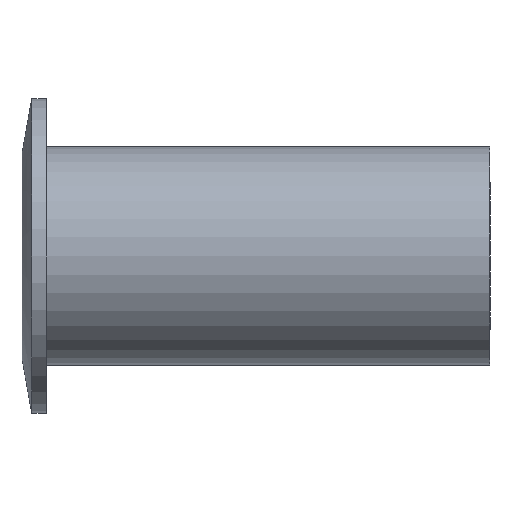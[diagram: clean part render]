
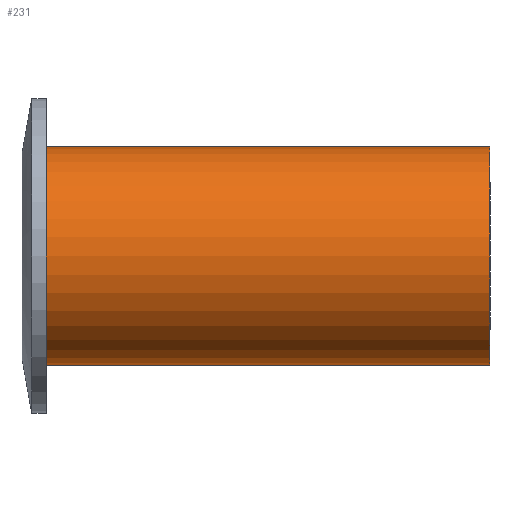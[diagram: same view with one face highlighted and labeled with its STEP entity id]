
A CAD part, left-side view. The second image highlights one B-rep face of the part: STEP entity #231.
In plain terms, the highlighted cylindrical face has radius 3.747 mm (diameter 7.493 mm), a partial arc.
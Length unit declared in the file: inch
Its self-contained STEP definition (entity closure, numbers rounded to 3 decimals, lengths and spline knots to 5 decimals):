
#12 = CARTESIAN_POINT ( 'NONE',  ( 0., -0.633, 0.1475 ) ) ;
#30 = ORIENTED_EDGE ( 'NONE', *, *, #408, .T. ) ;
#42 = AXIS2_PLACEMENT_3D ( 'NONE', #397, #130, #275 ) ;
#44 = DIRECTION ( 'NONE',  ( 0., 0., -1. ) ) ;
#50 = EDGE_CURVE ( 'NONE', #433, #208, #148, .T. ) ;
#79 = DIRECTION ( 'NONE',  ( 0., 0., -1. ) ) ;
#83 = CIRCLE ( 'NONE', #290, 0.1475 ) ;
#87 = VERTEX_POINT ( 'NONE', #250 ) ;
#108 = CARTESIAN_POINT ( 'NONE',  ( 0., -0.633, 0. ) ) ;
#130 = DIRECTION ( 'NONE',  ( 0., -1., 0. ) ) ;
#148 = LINE ( 'NONE', #12, #359 ) ;
#177 = EDGE_CURVE ( 'NONE', #208, #242, #83, .T. ) ;
#184 = DIRECTION ( 'NONE',  ( 0., -1., 0. ) ) ;
#188 = CARTESIAN_POINT ( 'NONE',  ( 0., -0.633, 0.1475 ) ) ;
#208 = VERTEX_POINT ( 'NONE', #188 ) ;
#211 = DIRECTION ( 'NONE',  ( 0., -1., 0. ) ) ;
#227 = CARTESIAN_POINT ( 'NONE',  ( 0., -0.633, -0.1475 ) ) ;
#231 = ADVANCED_FACE ( 'NONE', ( #450 ), #379, .T. ) ;
#235 = CIRCLE ( 'NONE', #42, 0.1475 ) ;
#242 = VERTEX_POINT ( 'NONE', #227 ) ;
#246 = ORIENTED_EDGE ( 'NONE', *, *, #50, .F. ) ;
#250 = CARTESIAN_POINT ( 'NONE',  ( 0., -0.033, -0.1475 ) ) ;
#258 = LINE ( 'NONE', #407, #473 ) ;
#275 = DIRECTION ( 'NONE',  ( 0., 0., -1. ) ) ;
#280 = ORIENTED_EDGE ( 'NONE', *, *, #177, .F. ) ;
#290 = AXIS2_PLACEMENT_3D ( 'NONE', #108, #294, #79 ) ;
#294 = DIRECTION ( 'NONE',  ( 0., -1., 0. ) ) ;
#324 = AXIS2_PLACEMENT_3D ( 'NONE', #466, #429, #44 ) ;
#345 = EDGE_LOOP ( 'NONE', ( #246, #380, #30, #280 ) ) ;
#359 = VECTOR ( 'NONE', #184, 39.37008 ) ;
#379 = CYLINDRICAL_SURFACE ( 'NONE', #324, 0.1475 ) ;
#380 = ORIENTED_EDGE ( 'NONE', *, *, #478, .T. ) ;
#397 = CARTESIAN_POINT ( 'NONE',  ( 0., -0.033, 0. ) ) ;
#407 = CARTESIAN_POINT ( 'NONE',  ( 0., -0.633, -0.1475 ) ) ;
#408 = EDGE_CURVE ( 'NONE', #87, #242, #258, .T. ) ;
#429 = DIRECTION ( 'NONE',  ( 0., -1., 0. ) ) ;
#433 = VERTEX_POINT ( 'NONE', #475 ) ;
#450 = FACE_OUTER_BOUND ( 'NONE', #345, .T. ) ;
#466 = CARTESIAN_POINT ( 'NONE',  ( 0., -0.633, 0. ) ) ;
#473 = VECTOR ( 'NONE', #211, 39.37008 ) ;
#475 = CARTESIAN_POINT ( 'NONE',  ( 0., -0.033, 0.1475 ) ) ;
#478 = EDGE_CURVE ( 'NONE', #433, #87, #235, .T. ) ;
